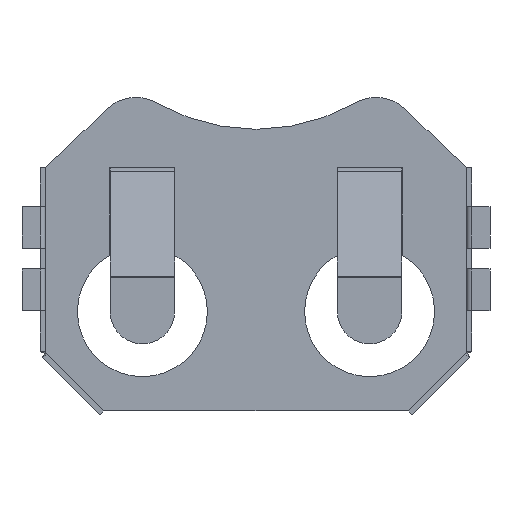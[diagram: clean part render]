
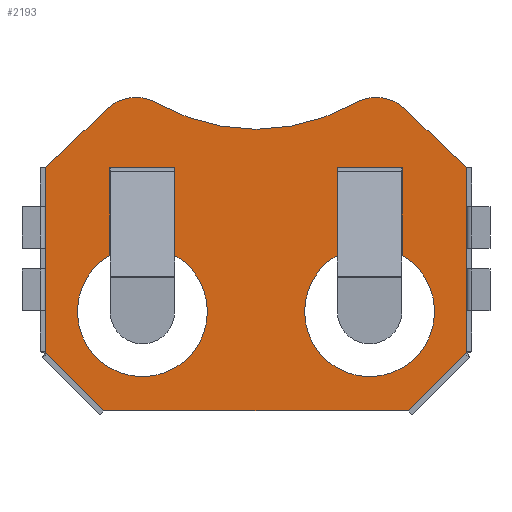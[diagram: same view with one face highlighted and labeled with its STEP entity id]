
A CAD part, front view. The second image highlights one B-rep face of the part: STEP entity #2193.
In plain terms, the highlighted planar face has unit normal (0, -1, 0).
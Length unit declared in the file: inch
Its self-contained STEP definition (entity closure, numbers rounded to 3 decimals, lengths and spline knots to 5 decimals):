
#23=FACE_BOUND('',#303,.T.);
#24=FACE_BOUND('',#304,.T.);
#43=PLANE('',#2358);
#163=FACE_OUTER_BOUND('',#302,.T.);
#302=EDGE_LOOP('',(#1597,#1598,#1599,#1600,#1601,#1602,#1603,#1604,#1605,
#1606,#1607,#1608,#1609,#1610));
#303=EDGE_LOOP('',(#1611,#1612,#1613,#1614,#1615,#1616));
#304=EDGE_LOOP('',(#1617,#1618,#1619,#1620,#1621,#1622));
#450=LINE('',#3199,#726);
#454=LINE('',#3210,#730);
#465=LINE('',#3235,#741);
#466=LINE('',#3237,#742);
#467=LINE('',#3239,#743);
#468=LINE('',#3241,#744);
#469=LINE('',#3243,#745);
#470=LINE('',#3245,#746);
#471=LINE('',#3247,#747);
#472=LINE('',#3249,#748);
#473=LINE('',#3250,#749);
#474=LINE('',#3253,#750);
#475=LINE('',#3254,#751);
#476=LINE('',#3257,#752);
#477=LINE('',#3261,#753);
#478=LINE('',#3263,#754);
#479=LINE('',#3265,#755);
#480=LINE('',#3266,#756);
#481=LINE('',#3269,#757);
#482=LINE('',#3270,#758);
#483=LINE('',#3272,#759);
#726=VECTOR('',#2575,39.37008);
#730=VECTOR('',#2591,39.37008);
#741=VECTOR('',#2608,39.37008);
#742=VECTOR('',#2609,39.37008);
#743=VECTOR('',#2610,39.37008);
#744=VECTOR('',#2611,39.37008);
#745=VECTOR('',#2612,39.37008);
#746=VECTOR('',#2613,39.37008);
#747=VECTOR('',#2614,39.37008);
#748=VECTOR('',#2615,39.37008);
#749=VECTOR('',#2616,39.37008);
#750=VECTOR('',#2619,39.37008);
#751=VECTOR('',#2620,39.37008);
#752=VECTOR('',#2621,39.37008);
#753=VECTOR('',#2624,39.37008);
#754=VECTOR('',#2625,39.37008);
#755=VECTOR('',#2626,39.37008);
#756=VECTOR('',#2627,39.37008);
#757=VECTOR('',#2628,39.37008);
#758=VECTOR('',#2629,39.37008);
#759=VECTOR('',#2630,39.37008);
#977=CIRCLE('',#2326,0.08);
#979=CIRCLE('',#2329,0.08);
#989=CIRCLE('',#2359,0.385);
#990=CIRCLE('',#2360,0.125);
#991=CIRCLE('',#2361,0.125);
#1015=VERTEX_POINT('',#3124);
#1016=VERTEX_POINT('',#3125);
#1019=VERTEX_POINT('',#3133);
#1020=VERTEX_POINT('',#3134);
#1030=VERTEX_POINT('',#3156);
#1033=VERTEX_POINT('',#3163);
#1041=VERTEX_POINT('',#3209);
#1051=VERTEX_POINT('',#3233);
#1052=VERTEX_POINT('',#3234);
#1053=VERTEX_POINT('',#3236);
#1054=VERTEX_POINT('',#3238);
#1055=VERTEX_POINT('',#3240);
#1056=VERTEX_POINT('',#3242);
#1057=VERTEX_POINT('',#3244);
#1058=VERTEX_POINT('',#3246);
#1059=VERTEX_POINT('',#3248);
#1060=VERTEX_POINT('',#3252);
#1061=VERTEX_POINT('',#3255);
#1062=VERTEX_POINT('',#3256);
#1063=VERTEX_POINT('',#3258);
#1064=VERTEX_POINT('',#3260);
#1065=VERTEX_POINT('',#3262);
#1066=VERTEX_POINT('',#3264);
#1067=VERTEX_POINT('',#3267);
#1068=VERTEX_POINT('',#3268);
#1069=VERTEX_POINT('',#3271);
#1197=EDGE_CURVE('',#1015,#1016,#977,.T.);
#1201=EDGE_CURVE('',#1019,#1020,#979,.T.);
#1234=EDGE_CURVE('',#1030,#1033,#450,.T.);
#1238=EDGE_CURVE('',#1030,#1041,#454,.T.);
#1249=EDGE_CURVE('',#1051,#1052,#465,.T.);
#1250=EDGE_CURVE('',#1052,#1053,#466,.T.);
#1251=EDGE_CURVE('',#1054,#1053,#467,.T.);
#1252=EDGE_CURVE('',#1055,#1054,#468,.T.);
#1253=EDGE_CURVE('',#1055,#1056,#469,.T.);
#1254=EDGE_CURVE('',#1057,#1056,#470,.T.);
#1255=EDGE_CURVE('',#1058,#1057,#471,.T.);
#1256=EDGE_CURVE('',#1058,#1059,#472,.T.);
#1257=EDGE_CURVE('',#1059,#1015,#473,.T.);
#1258=EDGE_CURVE('',#1020,#1016,#989,.T.);
#1259=EDGE_CURVE('',#1060,#1019,#474,.T.);
#1260=EDGE_CURVE('',#1051,#1060,#475,.T.);
#1261=EDGE_CURVE('',#1061,#1062,#476,.T.);
#1262=EDGE_CURVE('',#1063,#1061,#990,.T.);
#1263=EDGE_CURVE('',#1064,#1063,#477,.T.);
#1264=EDGE_CURVE('',#1065,#1064,#478,.T.);
#1265=EDGE_CURVE('',#1065,#1066,#479,.T.);
#1266=EDGE_CURVE('',#1062,#1066,#480,.T.);
#1267=EDGE_CURVE('',#1067,#1068,#481,.T.);
#1268=EDGE_CURVE('',#1068,#1033,#482,.T.);
#1269=EDGE_CURVE('',#1041,#1069,#483,.T.);
#1270=EDGE_CURVE('',#1069,#1067,#991,.T.);
#1597=ORIENTED_EDGE('',*,*,#1249,.T.);
#1598=ORIENTED_EDGE('',*,*,#1250,.T.);
#1599=ORIENTED_EDGE('',*,*,#1251,.F.);
#1600=ORIENTED_EDGE('',*,*,#1252,.F.);
#1601=ORIENTED_EDGE('',*,*,#1253,.T.);
#1602=ORIENTED_EDGE('',*,*,#1254,.F.);
#1603=ORIENTED_EDGE('',*,*,#1255,.F.);
#1604=ORIENTED_EDGE('',*,*,#1256,.T.);
#1605=ORIENTED_EDGE('',*,*,#1257,.T.);
#1606=ORIENTED_EDGE('',*,*,#1197,.T.);
#1607=ORIENTED_EDGE('',*,*,#1258,.F.);
#1608=ORIENTED_EDGE('',*,*,#1201,.F.);
#1609=ORIENTED_EDGE('',*,*,#1259,.F.);
#1610=ORIENTED_EDGE('',*,*,#1260,.F.);
#1611=ORIENTED_EDGE('',*,*,#1261,.F.);
#1612=ORIENTED_EDGE('',*,*,#1262,.F.);
#1613=ORIENTED_EDGE('',*,*,#1263,.F.);
#1614=ORIENTED_EDGE('',*,*,#1264,.F.);
#1615=ORIENTED_EDGE('',*,*,#1265,.T.);
#1616=ORIENTED_EDGE('',*,*,#1266,.F.);
#1617=ORIENTED_EDGE('',*,*,#1267,.T.);
#1618=ORIENTED_EDGE('',*,*,#1268,.T.);
#1619=ORIENTED_EDGE('',*,*,#1234,.F.);
#1620=ORIENTED_EDGE('',*,*,#1238,.T.);
#1621=ORIENTED_EDGE('',*,*,#1269,.T.);
#1622=ORIENTED_EDGE('',*,*,#1270,.T.);
#2193=ADVANCED_FACE('',(#163,#23,#24),#43,.T.);
#2326=AXIS2_PLACEMENT_3D('',#3126,#2502,#2503);
#2329=AXIS2_PLACEMENT_3D('',#3135,#2510,#2511);
#2358=AXIS2_PLACEMENT_3D('',#3232,#2606,#2607);
#2359=AXIS2_PLACEMENT_3D('',#3251,#2617,#2618);
#2360=AXIS2_PLACEMENT_3D('',#3259,#2622,#2623);
#2361=AXIS2_PLACEMENT_3D('',#3273,#2631,#2632);
#2502=DIRECTION('center_axis',(0.,-1.,0.));
#2503=DIRECTION('ref_axis',(0.,0.,1.));
#2510=DIRECTION('center_axis',(0.,1.,0.));
#2511=DIRECTION('ref_axis',(0.,0.,1.));
#2575=DIRECTION('',(-1.,0.,0.));
#2591=DIRECTION('',(1.,0.,0.));
#2606=DIRECTION('center_axis',(0.,-1.,0.));
#2607=DIRECTION('ref_axis',(0.,0.,-1.));
#2608=DIRECTION('',(0.,0.,-1.));
#2609=DIRECTION('',(0.707,0.,-0.707));
#2610=DIRECTION('',(-0.707,0.,0.707));
#2611=DIRECTION('',(-1.,0.,0.));
#2612=DIRECTION('',(0.707,0.,0.707));
#2613=DIRECTION('',(-0.707,0.,-0.707));
#2614=DIRECTION('',(0.,0.,-1.));
#2615=DIRECTION('',(0.,0.,1.));
#2616=DIRECTION('',(-0.725,0.,0.688));
#2617=DIRECTION('center_axis',(0.,-1.,0.));
#2618=DIRECTION('ref_axis',(0.,0.,-1.));
#2619=DIRECTION('',(0.725,0.,0.688));
#2620=DIRECTION('',(0.,0.,1.));
#2621=DIRECTION('',(0.,0.,1.));
#2622=DIRECTION('center_axis',(0.,-1.,0.));
#2623=DIRECTION('ref_axis',(0.,0.,1.));
#2624=DIRECTION('',(0.,0.,-1.));
#2625=DIRECTION('',(-1.,0.,0.));
#2626=DIRECTION('',(1.,0.,0.));
#2627=DIRECTION('',(-1.,0.,0.));
#2628=DIRECTION('',(0.,0.,1.));
#2629=DIRECTION('',(1.,0.,0.));
#2630=DIRECTION('',(0.,0.,-1.));
#2631=DIRECTION('center_axis',(0.,1.,0.));
#2632=DIRECTION('ref_axis',(0.,0.,1.));
#3124=CARTESIAN_POINT('',(0.28589,0.16,0.28303));
#3125=CARTESIAN_POINT('',(0.19111,0.16,0.29445));
#3126=CARTESIAN_POINT('Origin',(0.23082,0.16,0.225));
#3133=CARTESIAN_POINT('',(-0.28589,0.16,0.28303));
#3134=CARTESIAN_POINT('',(-0.19111,0.16,0.29445));
#3135=CARTESIAN_POINT('Origin',(-0.23082,0.16,0.225));
#3156=CARTESIAN_POINT('',(-0.15648,0.16,0.17));
#3163=CARTESIAN_POINT('',(-0.28048,0.16,0.17));
#3199=CARTESIAN_POINT('',(-0.15648,0.16,0.17));
#3209=CARTESIAN_POINT('',(-0.15598,0.16,0.17));
#3210=CARTESIAN_POINT('',(-0.15598,0.16,0.17));
#3232=CARTESIAN_POINT('Origin',(0.,0.16,0.62867));
#3233=CARTESIAN_POINT('',(-0.405,0.16,-0.18344));
#3234=CARTESIAN_POINT('',(-0.405,0.16,-0.18615));
#3235=CARTESIAN_POINT('',(-0.405,0.16,-0.00807));
#3236=CARTESIAN_POINT('',(-0.40309,0.16,-0.18806));
#3237=CARTESIAN_POINT('',(-0.34911,0.16,-0.24204));
#3238=CARTESIAN_POINT('',(-0.29322,0.16,-0.29793));
#3239=CARTESIAN_POINT('',(-0.29557,0.16,-0.29557));
#3240=CARTESIAN_POINT('',(0.29322,0.16,-0.29793));
#3241=CARTESIAN_POINT('',(0.,0.16,-0.29793));
#3242=CARTESIAN_POINT('',(0.40309,0.16,-0.18806));
#3243=CARTESIAN_POINT('',(0.29557,0.16,-0.29557));
#3244=CARTESIAN_POINT('',(0.405,0.16,-0.18615));
#3245=CARTESIAN_POINT('',(0.34911,0.16,-0.24204));
#3246=CARTESIAN_POINT('',(0.405,0.16,-0.18344));
#3247=CARTESIAN_POINT('',(0.405,0.16,-0.00807));
#3248=CARTESIAN_POINT('',(0.405,0.16,0.17));
#3249=CARTESIAN_POINT('',(0.405,0.16,0.));
#3250=CARTESIAN_POINT('',(0.405,0.16,0.17));
#3251=CARTESIAN_POINT('Origin',(0.,0.16,0.62867));
#3252=CARTESIAN_POINT('',(-0.405,0.16,0.17));
#3253=CARTESIAN_POINT('',(-0.405,0.16,0.17));
#3254=CARTESIAN_POINT('',(-0.405,0.16,0.));
#3255=CARTESIAN_POINT('',(0.28098,0.16,0.00119));
#3256=CARTESIAN_POINT('',(0.28098,0.16,0.17));
#3257=CARTESIAN_POINT('',(0.28098,0.16,0.17));
#3258=CARTESIAN_POINT('',(0.15598,0.16,0.00119));
#3259=CARTESIAN_POINT('Origin',(0.21848,0.16,-0.10706));
#3260=CARTESIAN_POINT('',(0.15598,0.16,0.17));
#3261=CARTESIAN_POINT('',(0.15598,0.16,0.17));
#3262=CARTESIAN_POINT('',(0.15648,0.16,0.17));
#3263=CARTESIAN_POINT('',(0.15598,0.16,0.17));
#3264=CARTESIAN_POINT('',(0.28048,0.16,0.17));
#3265=CARTESIAN_POINT('',(0.15648,0.16,0.17));
#3266=CARTESIAN_POINT('',(0.15598,0.16,0.17));
#3267=CARTESIAN_POINT('',(-0.28098,0.16,0.00119));
#3268=CARTESIAN_POINT('',(-0.28098,0.16,0.17));
#3269=CARTESIAN_POINT('',(-0.28098,0.16,0.17));
#3270=CARTESIAN_POINT('',(-0.15598,0.16,0.17));
#3271=CARTESIAN_POINT('',(-0.15598,0.16,0.00119));
#3272=CARTESIAN_POINT('',(-0.15598,0.16,0.17));
#3273=CARTESIAN_POINT('Origin',(-0.21848,0.16,-0.10706));
